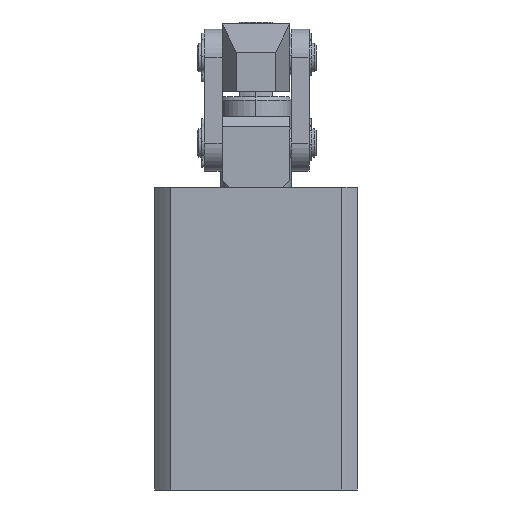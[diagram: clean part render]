
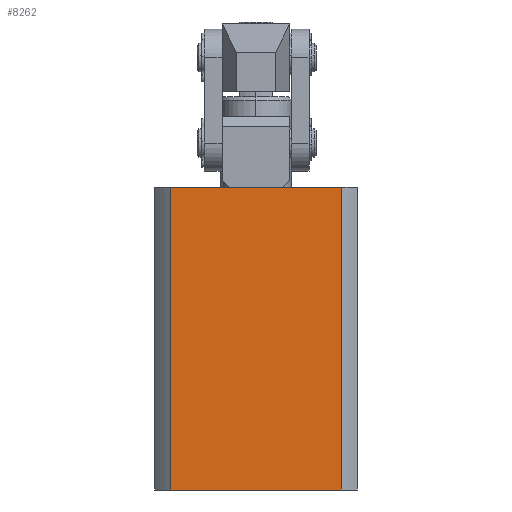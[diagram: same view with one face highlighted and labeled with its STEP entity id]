
A CAD part, left-side view. The second image highlights one B-rep face of the part: STEP entity #8262.
In plain terms, the highlighted planar face has unit normal (-1, 0, 0).
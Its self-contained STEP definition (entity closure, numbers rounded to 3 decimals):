
#53 = DIRECTION ( 'NONE',  ( 0., -1., 0. ) ) ;
#54 = CARTESIAN_POINT ( 'NONE',  ( -28.5, 0., 0. ) ) ;
#179 = CARTESIAN_POINT ( 'NONE',  ( -28.5, -23.986, 85. ) ) ;
#180 = DIRECTION ( 'NONE',  ( 0., 0., -1. ) ) ;
#187 = CARTESIAN_POINT ( 'NONE',  ( -28.5, 23.986, 85. ) ) ;
#188 = DIRECTION ( 'NONE',  ( 0., 0., -1. ) ) ;
#194 = CARTESIAN_POINT ( 'NONE',  ( -28.5, 0., 85. ) ) ;
#195 = DIRECTION ( 'NONE',  ( 0., -1., 0. ) ) ;
#733 = CARTESIAN_POINT ( 'NONE',  ( -28.5, 23.986, 85. ) ) ;
#734 = CARTESIAN_POINT ( 'NONE',  ( -28.5, -23.986, 85. ) ) ;
#957 = CARTESIAN_POINT ( 'NONE',  ( -28.5, -23.986, 0. ) ) ;
#964 = CARTESIAN_POINT ( 'NONE',  ( -28.5, 23.986, 0. ) ) ;
#1654 = FACE_OUTER_BOUND ( 'NONE', #3434, .T. ) ;
#1795 = CARTESIAN_POINT ( 'NONE',  ( -28.5, 0., 85. ) ) ;
#1800 = PLANE ( 'NONE',  #6524 ) ;
#1803 = DIRECTION ( 'NONE',  ( 1., 0., 0. ) ) ;
#1804 = DIRECTION ( 'NONE',  ( 0., 1., 0. ) ) ;
#3434 = EDGE_LOOP ( 'NONE', ( #4242, #4244, #4246, #4248 ) ) ;
#3645 = VERTEX_POINT ( 'NONE', #733 ) ;
#3646 = VERTEX_POINT ( 'NONE', #734 ) ;
#4242 = ORIENTED_EDGE ( 'NONE', *, *, #9029, .T. ) ;
#4244 = ORIENTED_EDGE ( 'NONE', *, *, #5254, .F. ) ;
#4246 = ORIENTED_EDGE ( 'NONE', *, *, #5239, .F. ) ;
#4248 = ORIENTED_EDGE ( 'NONE', *, *, #5284, .T. ) ;
#4569 = VERTEX_POINT ( 'NONE', #957 ) ;
#4576 = VERTEX_POINT ( 'NONE', #964 ) ;
#5239 = EDGE_CURVE ( 'NONE', #3645, #3646, #6185, .T. ) ;
#5254 = EDGE_CURVE ( 'NONE', #3646, #4569, #6184, .T. ) ;
#5284 = EDGE_CURVE ( 'NONE', #3645, #4576, #6180, .T. ) ;
#6147 = LINE ( 'NONE', #54, #6151 ) ;
#6151 = VECTOR ( 'NONE', #53, 1000. ) ;
#6180 = LINE ( 'NONE', #187, #6183 ) ;
#6183 = VECTOR ( 'NONE', #188, 1000. ) ;
#6184 = LINE ( 'NONE', #179, #6186 ) ;
#6185 = LINE ( 'NONE', #194, #6188 ) ;
#6186 = VECTOR ( 'NONE', #180, 1000. ) ;
#6188 = VECTOR ( 'NONE', #195, 1000. ) ;
#6524 = AXIS2_PLACEMENT_3D ( 'NONE', #1795, #1803, #1804 ) ;
#8262 = ADVANCED_FACE ( 'NONE', ( #1654 ), #1800, .F. ) ;
#9029 = EDGE_CURVE ( 'NONE', #4576, #4569, #6147, .T. ) ;
